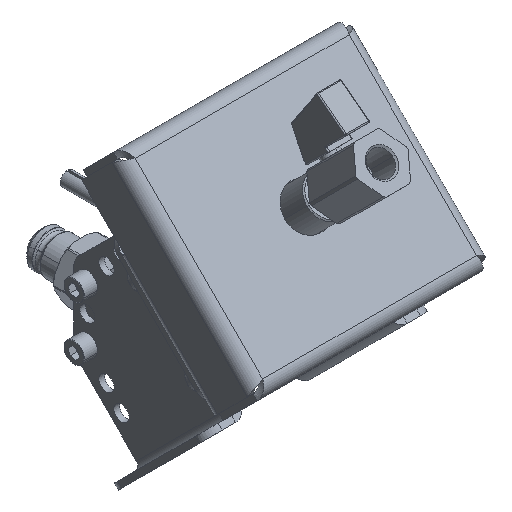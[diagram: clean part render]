
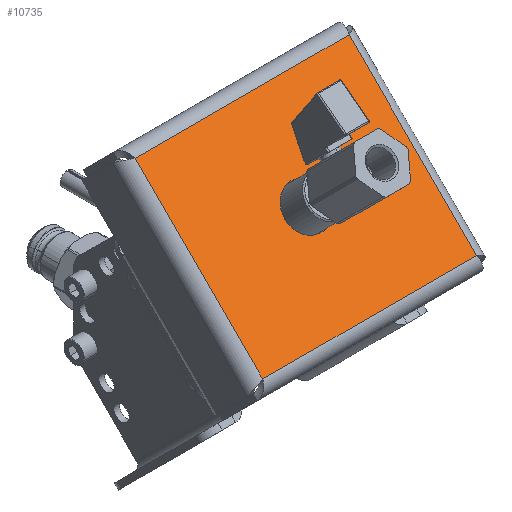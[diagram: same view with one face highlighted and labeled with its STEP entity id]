
A CAD part, isometric view. The second image highlights one B-rep face of the part: STEP entity #10735.
In plain terms, the highlighted planar face has unit normal (0, -0.707, 0.707).
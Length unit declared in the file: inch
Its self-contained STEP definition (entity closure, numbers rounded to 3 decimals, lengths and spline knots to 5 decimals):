
#2362=DIRECTION('',(0.,0.707,0.707));
#2363=VECTOR('',#2362,3.3316);
#2364=CARTESIAN_POINT('',(-1.9762,-3.48634,1.07042));
#2365=LINE('',#2364,#2363);
#2385=CARTESIAN_POINT('',(0.,-2.30844,2.24832));
#2386=DIRECTION('',(0.,0.707,-0.707));
#2387=DIRECTION('',(0.,0.707,0.707));
#2388=AXIS2_PLACEMENT_3D('',#2385,#2386,#2387);
#2390=CARTESIAN_POINT('',(0.,-2.30844,2.24832));
#2391=DIRECTION('',(0.,0.707,-0.707));
#2392=DIRECTION('',(0.,-0.707,-0.707));
#2393=AXIS2_PLACEMENT_3D('',#2390,#2391,#2392);
#2395=DIRECTION('',(1.,0.,0.));
#2396=VECTOR('',#2395,3.9524);
#2397=CARTESIAN_POINT('',(-1.9762,-1.13055,3.42622));
#2398=LINE('',#2397,#2396);
#2546=DIRECTION('',(-1.,0.,0.));
#2547=VECTOR('',#2546,3.9524);
#2548=CARTESIAN_POINT('',(1.9762,-3.48634,1.07042));
#2549=LINE('',#2548,#2547);
#2607=DIRECTION('',(0.,-0.707,-0.707));
#2608=VECTOR('',#2607,3.3316);
#2609=CARTESIAN_POINT('',(1.9762,-1.13055,3.42622));
#2610=LINE('',#2609,#2608);
#7437=CARTESIAN_POINT('',(1.9762,-1.13055,3.42622));
#7438=CARTESIAN_POINT('',(1.9762,-3.48634,1.07042));
#7439=VERTEX_POINT('',#7437);
#7440=VERTEX_POINT('',#7438);
#7441=CARTESIAN_POINT('',(-1.9762,-3.48634,1.07042));
#7442=VERTEX_POINT('',#7441);
#7443=CARTESIAN_POINT('',(-1.9762,-1.13055,3.42622));
#7444=VERTEX_POINT('',#7443);
#7497=CARTESIAN_POINT('',(0.,-2.03225,2.52451));
#7498=CARTESIAN_POINT('',(0.,-2.58464,1.97212));
#7499=VERTEX_POINT('',#7497);
#7500=VERTEX_POINT('',#7498);
#10715=CARTESIAN_POINT('',(0.,-2.30844,2.24832));
#10716=DIRECTION('',(0.,0.707,-0.707));
#10717=DIRECTION('',(1.,0.,0.));
#10718=AXIS2_PLACEMENT_3D('',#10715,#10716,#10717);
#10719=PLANE('',#10718);
#10720=ORIENTED_EDGE('',*,*,#10706,.T.);
#10722=ORIENTED_EDGE('',*,*,#10721,.T.);
#10724=ORIENTED_EDGE('',*,*,#10723,.T.);
#10726=ORIENTED_EDGE('',*,*,#10725,.T.);
#10727=EDGE_LOOP('',(#10720,#10722,#10724,#10726));
#10728=FACE_OUTER_BOUND('',#10727,.F.);
#10730=ORIENTED_EDGE('',*,*,#10729,.F.);
#10732=ORIENTED_EDGE('',*,*,#10731,.F.);
#10733=EDGE_LOOP('',(#10730,#10732));
#10734=FACE_BOUND('',#10733,.F.);
#2389=CIRCLE('',#2388,0.3906);
#2394=CIRCLE('',#2393,0.3906);
#10706=EDGE_CURVE('',#7442,#7444,#2365,.T.);
#10721=EDGE_CURVE('',#7444,#7439,#2398,.T.);
#10723=EDGE_CURVE('',#7439,#7440,#2610,.T.);
#10725=EDGE_CURVE('',#7440,#7442,#2549,.T.);
#10729=EDGE_CURVE('',#7499,#7500,#2389,.T.);
#10731=EDGE_CURVE('',#7500,#7499,#2394,.T.);
#10735=ADVANCED_FACE('',(#10728,#10734),#10719,.F.);
